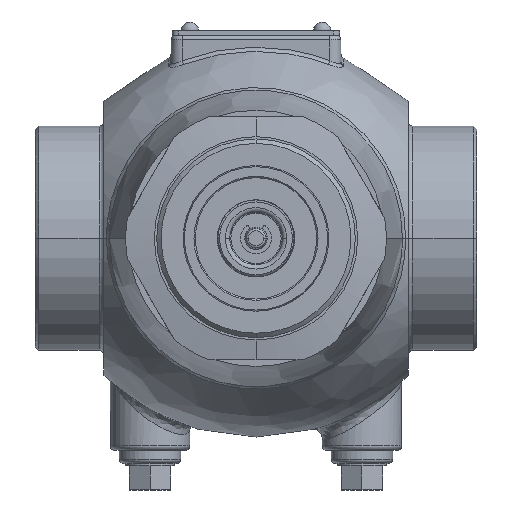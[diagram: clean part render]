
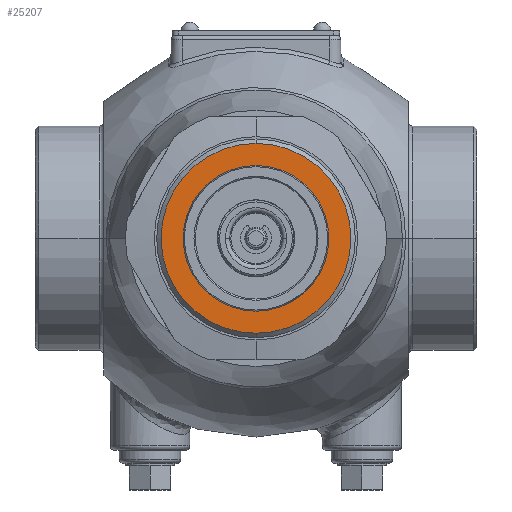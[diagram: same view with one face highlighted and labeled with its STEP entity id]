
A CAD part, front view. The second image highlights one B-rep face of the part: STEP entity #25207.
In plain terms, the highlighted planar face has unit normal (0, -1, 0).
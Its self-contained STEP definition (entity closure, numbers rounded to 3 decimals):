
#3676=CARTESIAN_POINT('',(0.,-80.5,0.));
#3677=DIRECTION('',(0.,-1.,0.));
#3678=DIRECTION('',(0.,0.,1.));
#3679=AXIS2_PLACEMENT_3D('',#3676,#3677,#3678);
#3681=CARTESIAN_POINT('',(0.,-80.5,0.));
#3682=DIRECTION('',(0.,1.,0.));
#3683=DIRECTION('',(0.,0.,1.));
#3684=AXIS2_PLACEMENT_3D('',#3681,#3682,#3683);
#3686=CARTESIAN_POINT('',(0.,-80.5,0.));
#3687=DIRECTION('',(0.,-1.,0.));
#3688=DIRECTION('',(0.,0.,1.));
#3689=AXIS2_PLACEMENT_3D('',#3686,#3687,#3688);
#3704=CARTESIAN_POINT('',(0.,-80.5,0.));
#3705=DIRECTION('',(0.,-1.,0.));
#3706=DIRECTION('',(0.,0.,-1.));
#3707=AXIS2_PLACEMENT_3D('',#3704,#3705,#3706);
#21417=CARTESIAN_POINT('',(0.,-80.5,16.5));
#21418=CARTESIAN_POINT('',(0.,-80.5,-16.5));
#21419=VERTEX_POINT('',#21417);
#21420=VERTEX_POINT('',#21418);
#21421=CARTESIAN_POINT('',(0.,-80.5,-21.5));
#21422=CARTESIAN_POINT('',(0.,-80.5,21.5));
#21423=VERTEX_POINT('',#21421);
#21424=VERTEX_POINT('',#21422);
#25192=CARTESIAN_POINT('',(0.,-80.5,0.));
#25193=DIRECTION('',(0.,-1.,0.));
#25194=DIRECTION('',(0.,0.,1.));
#25195=AXIS2_PLACEMENT_3D('',#25192,#25193,#25194);
#25196=PLANE('',#25195);
#25198=ORIENTED_EDGE('',*,*,#25197,.F.);
#25200=ORIENTED_EDGE('',*,*,#25199,.F.);
#25201=EDGE_LOOP('',(#25198,#25200));
#25202=FACE_OUTER_BOUND('',#25201,.F.);
#25203=ORIENTED_EDGE('',*,*,#25186,.T.);
#25204=ORIENTED_EDGE('',*,*,#25172,.F.);
#25205=EDGE_LOOP('',(#25203,#25204));
#25206=FACE_BOUND('',#25205,.F.);
#25207=ADVANCED_FACE('',(#25202,#25206),#25196,.T.);
#3680=CIRCLE('',#3679,16.5);
#3685=CIRCLE('',#3684,16.5);
#3690=CIRCLE('',#3689,21.5);
#3708=CIRCLE('',#3707,21.5);
#25172=EDGE_CURVE('',#21419,#21420,#3685,.T.);
#25186=EDGE_CURVE('',#21419,#21420,#3680,.T.);
#25197=EDGE_CURVE('',#21424,#21423,#3690,.T.);
#25199=EDGE_CURVE('',#21423,#21424,#3708,.T.);
